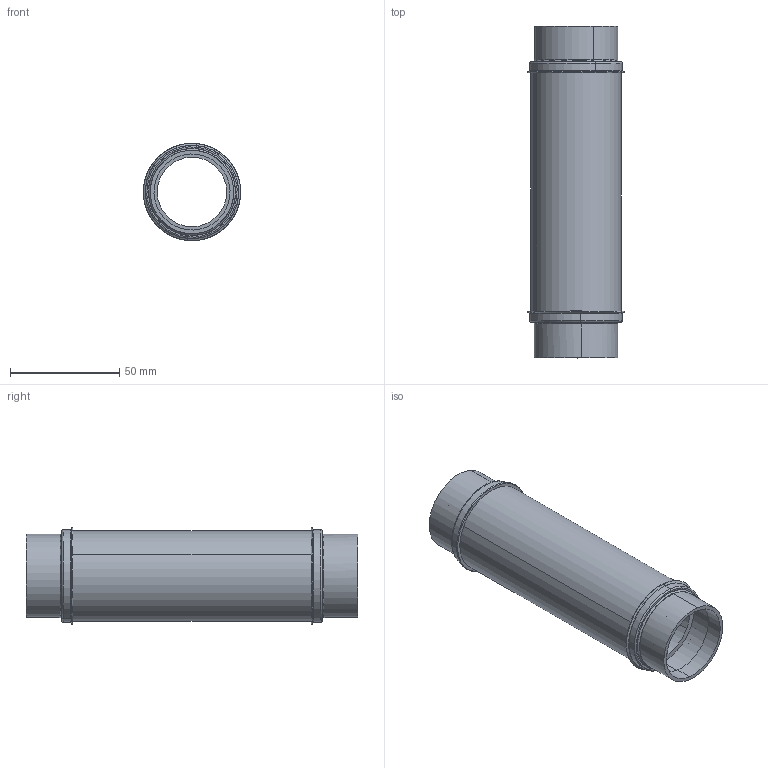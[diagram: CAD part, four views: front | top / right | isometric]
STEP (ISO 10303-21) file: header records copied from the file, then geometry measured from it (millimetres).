
FILE_DESCRIPTION (( 'STEP AP203' ), '1' );
FILE_NAME ('A0594-3-PART.STEP', '2019-10-09T12:27:33', ( '' ), ( '' ), 'SwSTEP 2.0', 'SolidWorks 2019', '' );
FILE_SCHEMA (( 'CONFIG_CONTROL_DESIGN' ));
Length unit declared in the file: inch
Products named in the file (1): A0594-3-PART
Bounding box: 44.42 x 151.64 x 44.42 mm (x, y, z)
Volume: 69199.9 mm3; surface area: 37130.4 mm2
Topology: 1 solids, 1 shells, 58 faces, 118 edges, 70 vertices
Faces by surface type: cylinder 20, torus 16, cone 12, plane 10
Entity records: 1623 total; most frequent: DIRECTION 322, CARTESIAN_POINT 247, ORIENTED_EDGE 236, AXIS2_PLACEMENT_3D 145, EDGE_CURVE 118, CIRCLE 86, VERTEX_POINT 70, EDGE_LOOP 68
